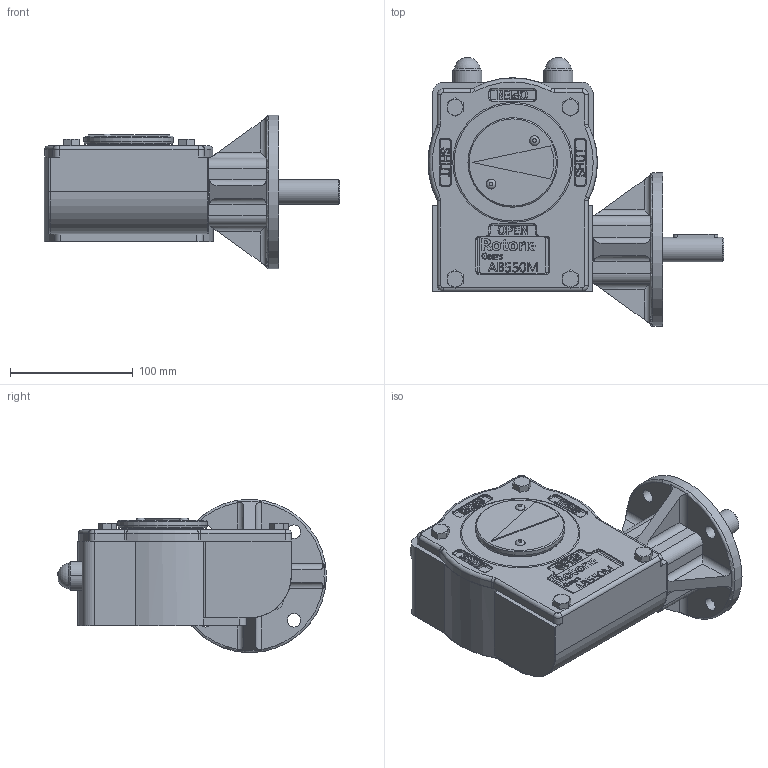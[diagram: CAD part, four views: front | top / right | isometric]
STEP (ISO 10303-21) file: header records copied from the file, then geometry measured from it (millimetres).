
FILE_DESCRIPTION(/* description */ ('Unknown'),/* implementation_level */ '2;1');
FILE_NAME(/* name */ 'AB550MN LH',/* time_stamp */ '2016-12-13T12:25:15+01:00',/* author */ ('Unknown'),/* organization */ ('Unknown'),/* preprocessor_version */ 'ST-DEVELOPER v16',/* originating_system */ 'DEX',/* authorisation */ $);
FILE_SCHEMA (('AUTOMOTIVE_DESIGN {1 0 10303 214 3 1 1}'));
Products named in the file (1): AB550MN LH
Bounding box: 241 x 219 x 125 mm (x, y, z)
Volume: 1453822.3 mm3; surface area: 267708 mm2
Topology: 2 solids, 27 shells, 1607 faces, 4047 edges, 2526 vertices
Faces by surface type: plane 654, cylinder 424, torus 189, bspline 176, cone 146, sphere 18
Full cylindrical faces by diameter (mm): 3.242 x4, 4 x2, 4.5 x2, 4.917 x8, 5.6 x2, 6 x4, 6.647 x8, 7 x4, 7.6 x2, 8 x10, 8.376 x4, 9 x4, 10 x4, 10.106 x6, 11 x4, 12 x4, 16 x1, 19.98 x1, 20 x1, 21 x1, 23 x2, 23.75 x2, 24 x3, 26 x2, 57.15 x1, 59 x2, 60 x3, 64 x1, 68 x1, 70 x1
Entity records: 73717 total; most frequent: CARTESIAN_POINT 27549, ORIENTED_EDGE 7404, DIRECTION 6676, EDGE_CURVE 3702, AXIS2_PLACEMENT_3D 2731, VERTEX_POINT 2436, FACE_BOUND 1920, EDGE_LOOP 1900
